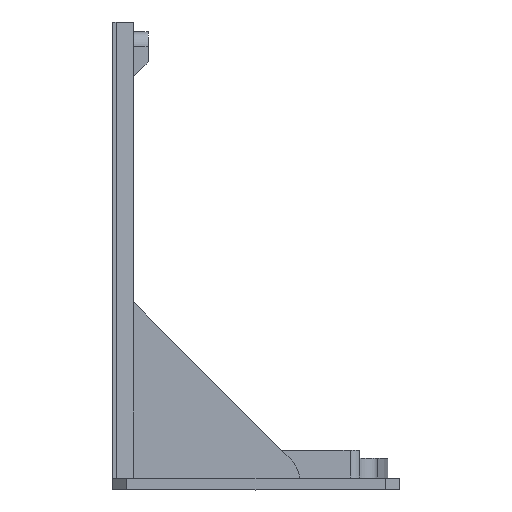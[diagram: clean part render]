
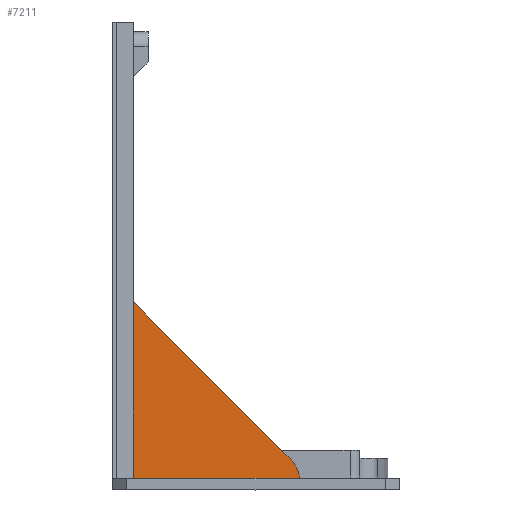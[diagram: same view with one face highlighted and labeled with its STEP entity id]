
A CAD part, front view. The second image highlights one B-rep face of the part: STEP entity #7211.
In plain terms, the highlighted planar face has unit normal (0, -1, 0).
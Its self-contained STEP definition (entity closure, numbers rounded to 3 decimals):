
#363=CIRCLE('',#7654,6.);
#606=FACE_OUTER_BOUND('',#1009,.T.);
#1009=EDGE_LOOP('',(#4912,#4913,#4914,#4915));
#1488=LINE('',#10304,#2248);
#1549=LINE('',#10456,#2309);
#1552=LINE('',#10463,#2312);
#2248=VECTOR('',#8267,10.);
#2309=VECTOR('',#8392,10.);
#2312=VECTOR('',#8399,10.);
#3008=VERTEX_POINT('',#10301);
#3009=VERTEX_POINT('',#10303);
#3068=VERTEX_POINT('',#10455);
#3070=VERTEX_POINT('',#10461);
#3714=EDGE_CURVE('',#3009,#3008,#1488,.T.);
#3790=EDGE_CURVE('',#3009,#3068,#1549,.T.);
#3793=EDGE_CURVE('',#3070,#3008,#363,.T.);
#3794=EDGE_CURVE('',#3070,#3068,#1552,.T.);
#4912=ORIENTED_EDGE('',*,*,#3714,.T.);
#4913=ORIENTED_EDGE('',*,*,#3793,.F.);
#4914=ORIENTED_EDGE('',*,*,#3794,.T.);
#4915=ORIENTED_EDGE('',*,*,#3790,.F.);
#6942=PLANE('',#7653);
#7211=ADVANCED_FACE('',(#606),#6942,.T.);
#7653=AXIS2_PLACEMENT_3D('',#10460,#8395,#8396);
#7654=AXIS2_PLACEMENT_3D('',#10462,#8397,#8398);
#8267=DIRECTION('',(1.,0.,0.));
#8392=DIRECTION('',(0.,0.,1.));
#8395=DIRECTION('center_axis',(0.,-1.,0.));
#8396=DIRECTION('ref_axis',(1.,0.,0.));
#8397=DIRECTION('center_axis',(0.,1.,0.));
#8398=DIRECTION('ref_axis',(1.,0.,0.029));
#8399=DIRECTION('',(-0.707,0.,0.707));
#10301=CARTESIAN_POINT('',(130.956,-165.885,5.404));
#10303=CARTESIAN_POINT('',(97.563,-165.885,5.404));
#10304=CARTESIAN_POINT('',(120.55,-165.885,5.404));
#10455=CARTESIAN_POINT('',(97.563,-165.885,40.738));
#10456=CARTESIAN_POINT('',(97.563,-165.885,5.004));
#10460=CARTESIAN_POINT('Origin',(118.9,-165.885,49.954));
#10461=CARTESIAN_POINT('',(129.227,-165.885,9.074));
#10462=CARTESIAN_POINT('Origin',(124.984,-165.885,4.831));
#10463=CARTESIAN_POINT('',(119.219,-165.885,19.081));
